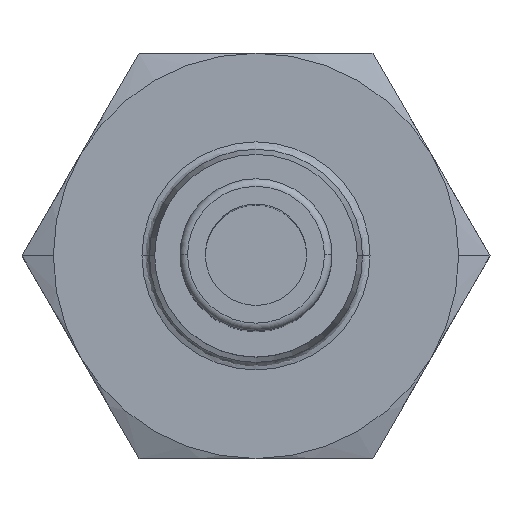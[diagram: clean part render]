
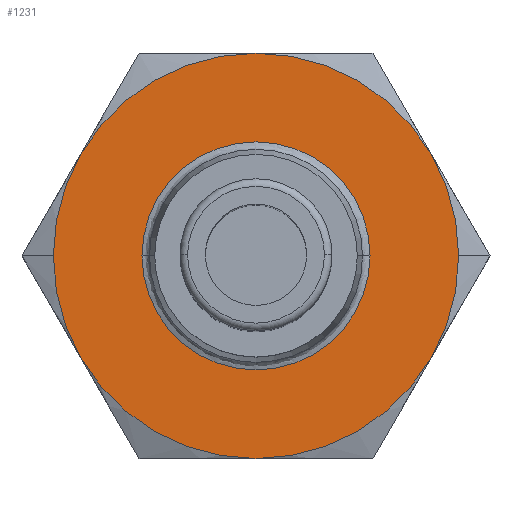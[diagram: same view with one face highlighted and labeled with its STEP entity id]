
A CAD part, top view. The second image highlights one B-rep face of the part: STEP entity #1231.
In plain terms, the highlighted planar face has unit normal (0, 0, 1).
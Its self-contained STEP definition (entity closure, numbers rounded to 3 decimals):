
#307=CARTESIAN_POINT('',(-8.0,0.,-14.));
#308=VERTEX_POINT('',#307);
#317=CARTESIAN_POINT('',(-6.928,4.,-14.));
#318=VERTEX_POINT('',#317);
#319=CARTESIAN_POINT('',(0.,0.,-14.));
#320=DIRECTION('',(0.0,0.0,1.0));
#321=DIRECTION('',(1.0,0.0,0.0));
#322=AXIS2_PLACEMENT_3D('',#319,#320,#321);
#323=CIRCLE('',#322,8.);
#324=EDGE_CURVE('',#318,#308,#323,.T.);
#349=CARTESIAN_POINT('',(8.,0.,-14.));
#350=VERTEX_POINT('',#349);
#357=CARTESIAN_POINT('',(6.928,4.,-14.));
#358=VERTEX_POINT('',#357);
#372=CARTESIAN_POINT('',(0.,0.,-14.));
#373=DIRECTION('',(0.0,0.0,1.0));
#374=DIRECTION('',(1.0,0.0,0.0));
#375=AXIS2_PLACEMENT_3D('',#372,#373,#374);
#376=CIRCLE('',#375,8.);
#377=EDGE_CURVE('',#350,#358,#376,.T.);
#627=CARTESIAN_POINT('',(4.501,0.,-14.));
#628=VERTEX_POINT('',#627);
#637=CARTESIAN_POINT('',(-4.501,0.,-14.));
#638=VERTEX_POINT('',#637);
#646=CARTESIAN_POINT('',(0.,0.,-14.));
#647=DIRECTION('',(0.0,0.0,1.0));
#648=DIRECTION('',(-1.0,0.0,0.0));
#649=AXIS2_PLACEMENT_3D('',#646,#647,#648);
#650=CIRCLE('',#649,4.501);
#651=EDGE_CURVE('',#638,#628,#650,.T.);
#1132=CARTESIAN_POINT('',(0.,0.,-14.));
#1133=DIRECTION('',(0.0,0.0,1.0));
#1134=DIRECTION('',(-1.0,0.0,0.0));
#1135=AXIS2_PLACEMENT_3D('',#1132,#1133,#1134);
#1136=CIRCLE('',#1135,4.501);
#1137=EDGE_CURVE('',#628,#638,#1136,.T.);
#1168=CARTESIAN_POINT('',(0.,0.,-14.));
#1169=DIRECTION('',(0.0,0.0,-1.0));
#1170=DIRECTION('',(-1.0,0.0,0.0));
#1171=AXIS2_PLACEMENT_3D('',#1168,#1169,#1170);
#1172=PLANE('',#1171);
#1173=ORIENTED_EDGE('',*,*,#324,.T.);
#1174=CARTESIAN_POINT('',(-6.928,-4.,-14.));
#1175=VERTEX_POINT('',#1174);
#1176=CARTESIAN_POINT('',(0.,0.,-14.));
#1177=DIRECTION('',(0.0,0.0,1.0));
#1178=DIRECTION('',(1.0,0.0,0.0));
#1179=AXIS2_PLACEMENT_3D('',#1176,#1177,#1178);
#1180=CIRCLE('',#1179,8.);
#1181=EDGE_CURVE('',#308,#1175,#1180,.T.);
#1182=ORIENTED_EDGE('',*,*,#1181,.T.);
#1183=CARTESIAN_POINT('',(0.,-8.,-14.));
#1184=VERTEX_POINT('',#1183);
#1185=CARTESIAN_POINT('',(0.,0.,-14.));
#1186=DIRECTION('',(0.0,0.0,1.0));
#1187=DIRECTION('',(1.0,0.0,0.0));
#1188=AXIS2_PLACEMENT_3D('',#1185,#1186,#1187);
#1189=CIRCLE('',#1188,8.);
#1190=EDGE_CURVE('',#1175,#1184,#1189,.T.);
#1191=ORIENTED_EDGE('',*,*,#1190,.T.);
#1192=CARTESIAN_POINT('',(6.928,-4.,-14.));
#1193=VERTEX_POINT('',#1192);
#1194=CARTESIAN_POINT('',(0.,0.,-14.));
#1195=DIRECTION('',(0.0,0.0,1.0));
#1196=DIRECTION('',(1.0,0.0,0.0));
#1197=AXIS2_PLACEMENT_3D('',#1194,#1195,#1196);
#1198=CIRCLE('',#1197,8.);
#1199=EDGE_CURVE('',#1184,#1193,#1198,.T.);
#1200=ORIENTED_EDGE('',*,*,#1199,.T.);
#1201=CARTESIAN_POINT('',(0.,0.,-14.));
#1202=DIRECTION('',(0.0,0.0,1.0));
#1203=DIRECTION('',(1.0,0.0,0.0));
#1204=AXIS2_PLACEMENT_3D('',#1201,#1202,#1203);
#1205=CIRCLE('',#1204,8.);
#1206=EDGE_CURVE('',#1193,#350,#1205,.T.);
#1207=ORIENTED_EDGE('',*,*,#1206,.T.);
#1208=ORIENTED_EDGE('',*,*,#377,.T.);
#1209=CARTESIAN_POINT('',(0.,8.,-14.));
#1210=VERTEX_POINT('',#1209);
#1211=CARTESIAN_POINT('',(0.,0.,-14.));
#1212=DIRECTION('',(0.0,0.0,1.0));
#1213=DIRECTION('',(1.0,0.0,0.0));
#1214=AXIS2_PLACEMENT_3D('',#1211,#1212,#1213);
#1215=CIRCLE('',#1214,8.);
#1216=EDGE_CURVE('',#358,#1210,#1215,.T.);
#1217=ORIENTED_EDGE('',*,*,#1216,.T.);
#1218=CARTESIAN_POINT('',(0.,0.,-14.));
#1219=DIRECTION('',(0.0,0.0,1.0));
#1220=DIRECTION('',(1.0,0.0,0.0));
#1221=AXIS2_PLACEMENT_3D('',#1218,#1219,#1220);
#1222=CIRCLE('',#1221,8.);
#1223=EDGE_CURVE('',#1210,#318,#1222,.T.);
#1224=ORIENTED_EDGE('',*,*,#1223,.T.);
#1225=EDGE_LOOP('',(#1173,#1182,#1191,#1200,#1207,#1208,#1217,#1224));
#1226=FACE_OUTER_BOUND('',#1225,.T.);
#1227=ORIENTED_EDGE('',*,*,#1137,.F.);
#1228=ORIENTED_EDGE('',*,*,#651,.F.);
#1229=EDGE_LOOP('',(#1227,#1228));
#1230=FACE_BOUND('',#1229,.T.);
#1231=ADVANCED_FACE('',(#1226,#1230),#1172,.F.);
